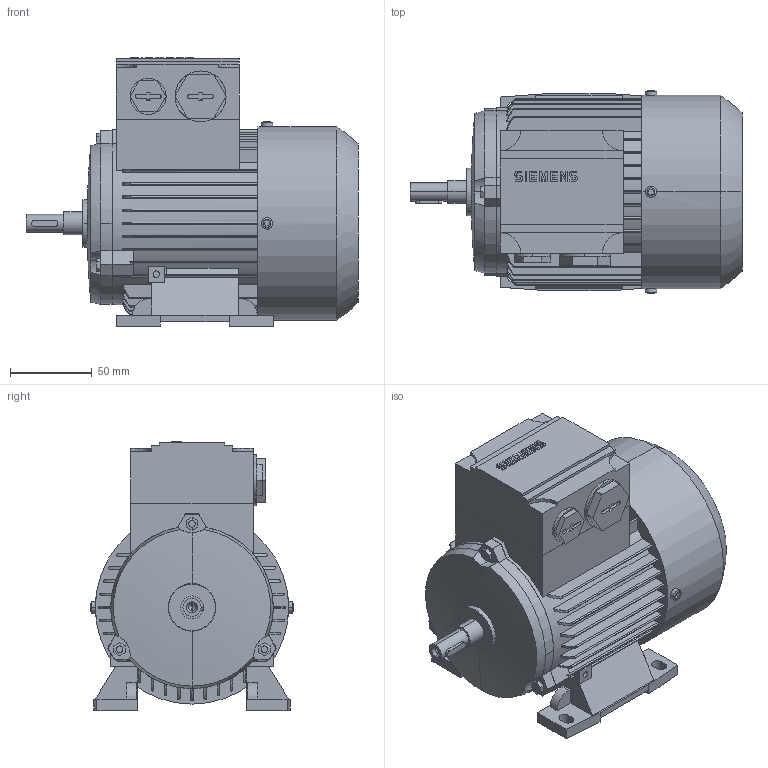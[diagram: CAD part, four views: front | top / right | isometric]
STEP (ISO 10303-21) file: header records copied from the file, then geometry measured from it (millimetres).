
FILE_DESCRIPTION(('STEP AP214'),'1');
FILE_NAME('cctmp_994155D2-EA28-4FB3-8B19-0213A5A46170_2023_06_26_13_53_36_0518..stp','2023-06-26T11:53:36',('SIEMENS A&D'),('CADClick - www.CADClick.com'),'Spatial InterOp 3D',' ','unknown authorization');
FILE_SCHEMA(('AUTOMOTIVE_DESIGN'));
Length unit declared in the file: millimetre
Products named in the file (1): 1
Bounding box: 202.5 x 124 x 164.29 mm (x, y, z)
Volume: 1864232.5 mm3; surface area: 144738.3 mm2
Topology: 1 solids, 1 shells, 637 faces, 1744 edges, 1144 vertices
Faces by surface type: plane 408, cylinder 169, torus 40, cone 20
Entity records: 26960 total; most frequent: CARTESIAN_POINT 5611, ORIENTED_EDGE 3484, DIRECTION 3266, EDGE_CURVE 1742, LINE 1188, VECTOR 1188, VERTEX_POINT 1144, AXIS2_PLACEMENT_3D 1039
